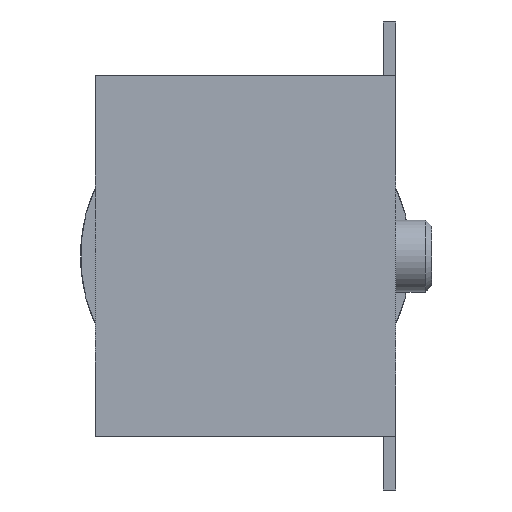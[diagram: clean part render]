
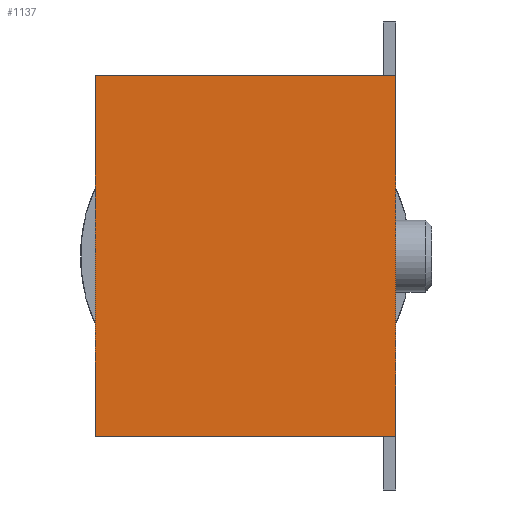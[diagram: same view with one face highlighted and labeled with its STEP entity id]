
A CAD part, left-side view. The second image highlights one B-rep face of the part: STEP entity #1137.
In plain terms, the highlighted planar face has unit normal (-1, 0, 0).
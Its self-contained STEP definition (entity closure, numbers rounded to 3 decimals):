
#2 = LINE ( 'NONE', #1342, #437 ) ;
#59 = LINE ( 'NONE', #330, #1558 ) ;
#96 = VERTEX_POINT ( 'NONE', #1308 ) ;
#107 = CARTESIAN_POINT ( 'NONE',  ( 0., 5., 0. ) ) ;
#236 = ORIENTED_EDGE ( 'NONE', *, *, #1327, .T. ) ;
#330 = CARTESIAN_POINT ( 'NONE',  ( 0., 5., 0. ) ) ;
#437 = VECTOR ( 'NONE', #1185, 1000. ) ;
#447 = LINE ( 'NONE', #107, #1169 ) ;
#506 = FACE_OUTER_BOUND ( 'NONE', #875, .T. ) ;
#523 = ORIENTED_EDGE ( 'NONE', *, *, #1744, .T. ) ;
#557 = EDGE_CURVE ( 'NONE', #1253, #1029, #59, .T. ) ;
#643 = CARTESIAN_POINT ( 'NONE',  ( 0., 5., 0. ) ) ;
#666 = DIRECTION ( 'NONE',  ( 0., 0., -1. ) ) ;
#749 = VERTEX_POINT ( 'NONE', #816 ) ;
#777 = AXIS2_PLACEMENT_3D ( 'NONE', #643, #785, #666 ) ;
#785 = DIRECTION ( 'NONE',  ( 1., 0., 0. ) ) ;
#816 = CARTESIAN_POINT ( 'NONE',  ( 0., 5., -6. ) ) ;
#830 = DIRECTION ( 'NONE',  ( 0., -1., 0. ) ) ;
#875 = EDGE_LOOP ( 'NONE', ( #523, #1390, #1322, #236 ) ) ;
#904 = DIRECTION ( 'NONE',  ( 0., 0., 1. ) ) ;
#1029 = VERTEX_POINT ( 'NONE', #1188 ) ;
#1097 = EDGE_CURVE ( 'NONE', #749, #1253, #447, .T. ) ;
#1137 = ADVANCED_FACE ( 'NONE', ( #506 ), #1463, .F. ) ;
#1146 = VECTOR ( 'NONE', #830, 1000. ) ;
#1158 = DIRECTION ( 'NONE',  ( 0., -1., 0. ) ) ;
#1169 = VECTOR ( 'NONE', #904, 1000. ) ;
#1185 = DIRECTION ( 'NONE',  ( 0., 0., 1. ) ) ;
#1188 = CARTESIAN_POINT ( 'NONE',  ( 0., 0., 0. ) ) ;
#1209 = CARTESIAN_POINT ( 'NONE',  ( 0., 5., 0. ) ) ;
#1253 = VERTEX_POINT ( 'NONE', #1209 ) ;
#1308 = CARTESIAN_POINT ( 'NONE',  ( 0., 0., -6. ) ) ;
#1322 = ORIENTED_EDGE ( 'NONE', *, *, #1097, .F. ) ;
#1327 = EDGE_CURVE ( 'NONE', #749, #96, #1577, .T. ) ;
#1342 = CARTESIAN_POINT ( 'NONE',  ( 0., 0., 0. ) ) ;
#1390 = ORIENTED_EDGE ( 'NONE', *, *, #557, .F. ) ;
#1463 = PLANE ( 'NONE',  #777 ) ;
#1506 = CARTESIAN_POINT ( 'NONE',  ( 0., 5., -6. ) ) ;
#1558 = VECTOR ( 'NONE', #1158, 1000. ) ;
#1577 = LINE ( 'NONE', #1506, #1146 ) ;
#1744 = EDGE_CURVE ( 'NONE', #96, #1029, #2, .T. ) ;
